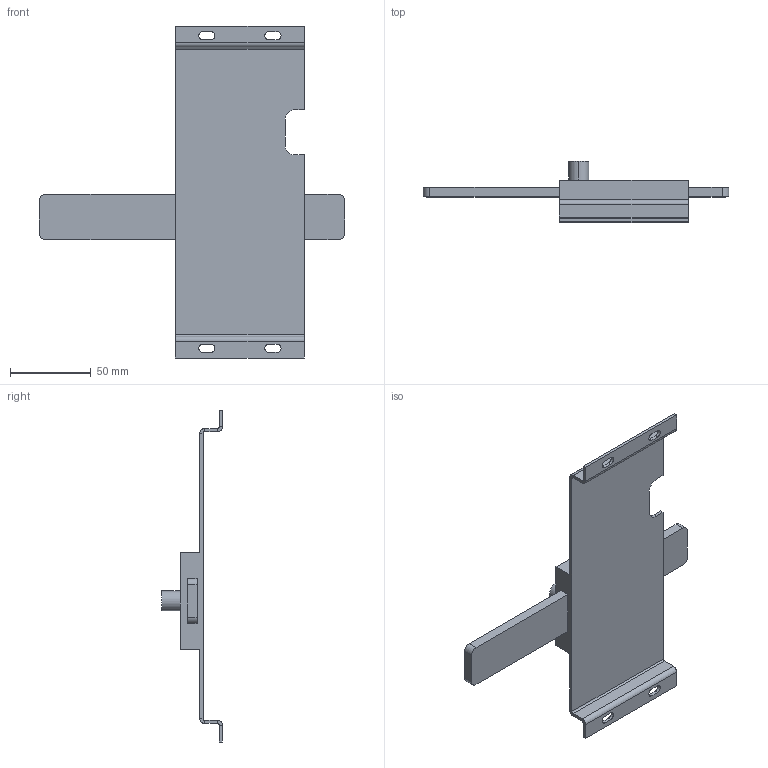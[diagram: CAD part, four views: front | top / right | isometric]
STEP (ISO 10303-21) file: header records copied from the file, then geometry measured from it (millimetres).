
FILE_DESCRIPTION (( 'STEP AP203' ), '1' );
FILE_NAME ('Ìåõàíè÷åñêàÿ âçàèìíàÿ áëîêèðîâêà 2-õ 3Ð ÂÀ-99Ì 400.STEP', '2018-09-04T06:02:01', ( '' ), ( '' ), 'SwSTEP 2.0', 'SolidWorks 2017', '' );
FILE_SCHEMA (( 'CONFIG_CONTROL_DESIGN' ));
Length unit declared in the file: millimetre
Products named in the file (1): Ìåõàíè÷åñêàÿ âçàèìíàÿ áëîêèðîâêà 2-õ 3Ð ÂÀ-99Ì 400
Bounding box: 189.5 x 37.7 x 206 mm (x, y, z)
Volume: 109065.1 mm3; surface area: 48753.4 mm2
Topology: 1 solids, 1 shells, 86 faces, 208 edges, 128 vertices
Faces by surface type: plane 60, cylinder 26
Entity records: 2561 total; most frequent: DIRECTION 434, CARTESIAN_POINT 423, ORIENTED_EDGE 416, EDGE_CURVE 208, VECTOR 156, LINE 156, AXIS2_PLACEMENT_3D 139, VERTEX_POINT 128
